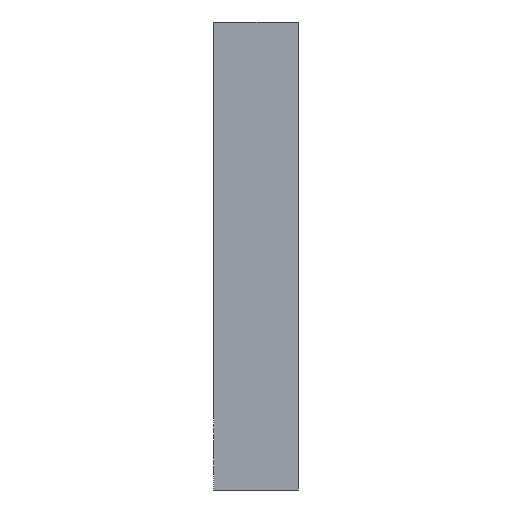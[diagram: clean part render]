
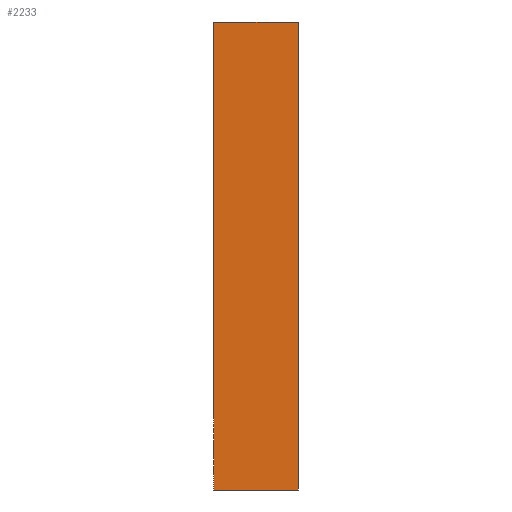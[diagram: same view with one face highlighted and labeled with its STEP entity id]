
A CAD part, left-side view. The second image highlights one B-rep face of the part: STEP entity #2233.
In plain terms, the highlighted planar face has unit normal (-1, 0, 0).
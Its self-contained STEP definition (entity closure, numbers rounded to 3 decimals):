
#1463=CARTESIAN_POINT('POINT84',(-330.2,-73.025,201.613)
   );
#1464=VERTEX_POINT('VERTEX84',#1463);
#1471=CARTESIAN_POINT('POINT85',(-330.2,-73.025,-201.613
   ));
#1472=VERTEX_POINT('VERTEX85',#1471);
#1473=CARTESIAN_POINT('POS172',(-330.2,-73.025,201.613))
   ;
#1474=DIRECTION('DIR290',(0.,0.,-1.));
#1475=VECTOR('VEC54',#1474,25.4);
#1476=LINE('STRAIGHT54',#1473,#1475);
#1477=EDGE_CURVE('EDGE120',#1464,#1472,#1476,.T.);
#2186=CARTESIAN_POINT('POINT119',(-330.2,0.,201.613));
#2187=VERTEX_POINT('VERTEX119',#2186);
#2188=CARTESIAN_POINT('POS254',(-330.2,0.,201.613));
#2189=DIRECTION('DIR418',(0.,-1.,0.));
#2190=VECTOR('VEC90',#2189,25.4);
#2191=LINE('STRAIGHT90',#2188,#2190);
#2192=EDGE_CURVE('EDGE178',#2187,#1464,#2191,.T.);
#2210=CARTESIAN_POINT('POINT120',(-330.2,0.,-201.613));
#2211=VERTEX_POINT('VERTEX120',#2210);
#2212=CARTESIAN_POINT('POS257',(-330.2,0.,-201.613));
#2213=DIRECTION('DIR422',(0.,-1.,0.));
#2214=VECTOR('VEC92',#2213,25.4);
#2215=LINE('STRAIGHT92',#2212,#2214);
#2216=EDGE_CURVE('EDGE180',#2211,#1472,#2215,.T.);
#2217=ORIENTED_EDGE('COEDGE327',*,*,#2216,.T.);
#2218=ORIENTED_EDGE('COEDGE328',*,*,#1477,.F.);
#2219=ORIENTED_EDGE('COEDGE329',*,*,#2192,.F.);
#2220=CARTESIAN_POINT('POS258',(-330.2,0.,201.613));
#2221=DIRECTION('DIR423',(0.,0.,-1.));
#2222=VECTOR('VEC93',#2221,25.4);
#2223=LINE('STRAIGHT93',#2220,#2222);
#2224=EDGE_CURVE('EDGE181',#2187,#2211,#2223,.T.);
#2225=ORIENTED_EDGE('COEDGE330',*,*,#2224,.T.);
#2226=EDGE_LOOP('NONE',(#2217,#2218,#2219,#2225));
#2227=FACE_BOUND('LOOP1',#2226,.T.);
#2228=CARTESIAN_POINT('POS259',(-330.2,0.,201.613));
#2229=DIRECTION('DIR424',(-1.,0.,0.));
#2230=DIRECTION('DIR425',(0.,1.,0.));
#2231=AXIS2_PLACEMENT_3D('AXIS166',#2228,#2229,#2230);
#2232=PLANE('PLANE20',#2231);
#2233=ADVANCED_FACE('FACE78',(#2227),#2232,.T.);
